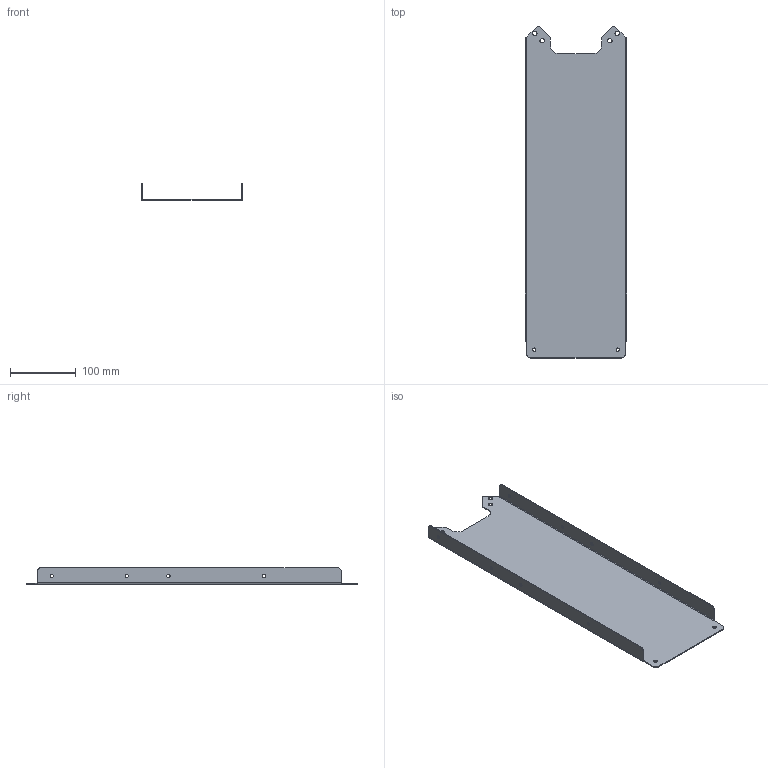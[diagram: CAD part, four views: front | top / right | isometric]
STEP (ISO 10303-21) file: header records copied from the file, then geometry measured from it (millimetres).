
FILE_DESCRIPTION (( 'STEP AP214' ), '1' );
FILE_NAME ('am-5719 Upper Ramp Larger Bracket.STEP', '2025-04-21T14:19:45', ( '' ), ( '' ), 'SwSTEP 2.0', 'SolidWorks 2024', '' );
FILE_SCHEMA (( 'AUTOMOTIVE_DESIGN' ));
Length unit declared in the file: inch
Products named in the file (1): am-5719 Upper Ramp Larger Bracket
Bounding box: 154.74 x 505.85 x 25.4 mm (x, y, z)
Volume: 145398.7 mm3; surface area: 193366.9 mm2
Topology: 1 solids, 1 shells, 70 faces, 188 edges, 120 vertices
Faces by surface type: cylinder 44, plane 26
Entity records: 2295 total; most frequent: DIRECTION 418, CARTESIAN_POINT 379, ORIENTED_EDGE 376, EDGE_CURVE 188, AXIS2_PLACEMENT_3D 159, VERTEX_POINT 120, VECTOR 100, LINE 100
